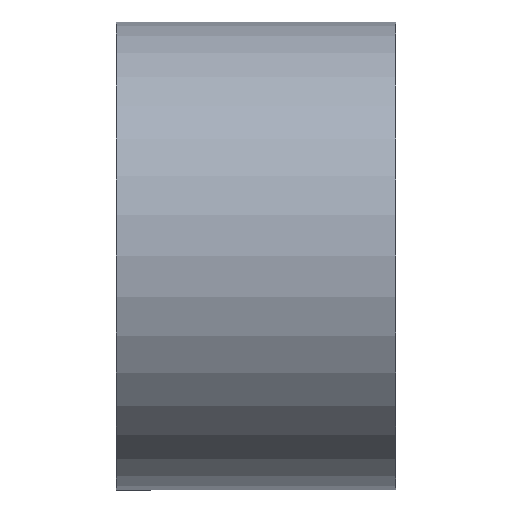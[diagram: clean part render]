
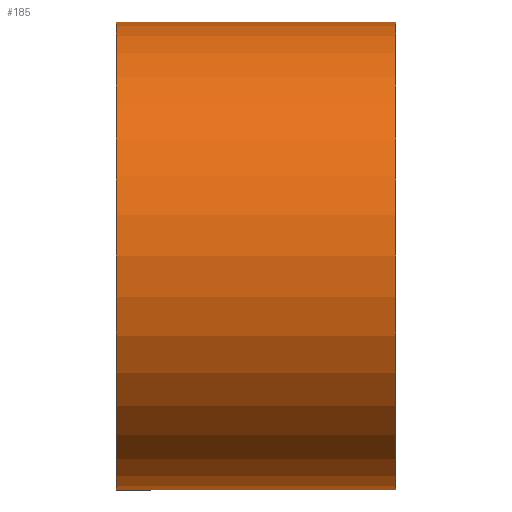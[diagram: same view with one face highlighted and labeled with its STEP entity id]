
A CAD part, front view. The second image highlights one B-rep face of the part: STEP entity #185.
In plain terms, the highlighted cylindrical face has radius 3.15 mm (diameter 6.3 mm), a partial arc.
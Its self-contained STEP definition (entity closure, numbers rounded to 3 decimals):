
#7 = VERTEX_POINT ( 'NONE', #131 ) ;
#13 = CIRCLE ( 'NONE', #128, 3.15 ) ;
#15 = CARTESIAN_POINT ( 'NONE',  ( 22.132, 9.895, 0. ) ) ;
#18 = CARTESIAN_POINT ( 'NONE',  ( 21.225, 13.045, 3.15 ) ) ;
#19 = DIRECTION ( 'NONE',  ( -1., 0., 0. ) ) ;
#21 = AXIS2_PLACEMENT_3D ( 'NONE', #68, #142, #182 ) ;
#32 = AXIS2_PLACEMENT_3D ( 'NONE', #135, #95, #213 ) ;
#42 = VECTOR ( 'NONE', #61, 1000. ) ;
#48 = CARTESIAN_POINT ( 'NONE',  ( 21.225, 13.045, 0. ) ) ;
#50 = ORIENTED_EDGE ( 'NONE', *, *, #93, .T. ) ;
#51 = DIRECTION ( 'NONE',  ( -1., 0., 0. ) ) ;
#61 = DIRECTION ( 'NONE',  ( -1., 0., 0. ) ) ;
#63 = CARTESIAN_POINT ( 'NONE',  ( 25.891, 13.045, 3.15 ) ) ;
#68 = CARTESIAN_POINT ( 'NONE',  ( 25.891, 13.045, 0. ) ) ;
#69 = VERTEX_POINT ( 'NONE', #108 ) ;
#74 = EDGE_CURVE ( 'NONE', #229, #99, #105, .T. ) ;
#76 = ORIENTED_EDGE ( 'NONE', *, *, #157, .F. ) ;
#77 = CARTESIAN_POINT ( 'NONE',  ( 25.891, 13.045, 0. ) ) ;
#80 = CARTESIAN_POINT ( 'NONE',  ( 21.225, 13.045, -3.15 ) ) ;
#87 = AXIS2_PLACEMENT_3D ( 'NONE', #230, #51, #161 ) ;
#91 = EDGE_CURVE ( 'NONE', #99, #148, #13, .T. ) ;
#93 = EDGE_CURVE ( 'NONE', #148, #69, #210, .T. ) ;
#95 = DIRECTION ( 'NONE',  ( -1., 0., 0. ) ) ;
#97 = DIRECTION ( 'NONE',  ( 0., 0., 1. ) ) ;
#99 = VERTEX_POINT ( 'NONE', #173 ) ;
#102 = CARTESIAN_POINT ( 'NONE',  ( 25.891, 13.045, -3.15 ) ) ;
#105 = CIRCLE ( 'NONE', #21, 3.15 ) ;
#107 = ORIENTED_EDGE ( 'NONE', *, *, #109, .F. ) ;
#108 = CARTESIAN_POINT ( 'NONE',  ( 22.132, 13.045, 3.15 ) ) ;
#109 = EDGE_CURVE ( 'NONE', #229, #7, #159, .T. ) ;
#117 = DIRECTION ( 'NONE',  ( -1., 0., 0. ) ) ;
#128 = AXIS2_PLACEMENT_3D ( 'NONE', #77, #117, #192 ) ;
#129 = CYLINDRICAL_SURFACE ( 'NONE', #227, 3.15 ) ;
#130 = ORIENTED_EDGE ( 'NONE', *, *, #91, .T. ) ;
#131 = CARTESIAN_POINT ( 'NONE',  ( 22.132, 13.045, -3.15 ) ) ;
#132 = EDGE_CURVE ( 'NONE', #7, #160, #165, .T. ) ;
#133 = ORIENTED_EDGE ( 'NONE', *, *, #74, .T. ) ;
#135 = CARTESIAN_POINT ( 'NONE',  ( 22.132, 13.045, 0. ) ) ;
#142 = DIRECTION ( 'NONE',  ( -1., 0., 0. ) ) ;
#144 = ORIENTED_EDGE ( 'NONE', *, *, #132, .F. ) ;
#148 = VERTEX_POINT ( 'NONE', #63 ) ;
#152 = DIRECTION ( 'NONE',  ( -1., 0., 0. ) ) ;
#157 = EDGE_CURVE ( 'NONE', #160, #69, #180, .T. ) ;
#159 = LINE ( 'NONE', #80, #42 ) ;
#160 = VERTEX_POINT ( 'NONE', #15 ) ;
#161 = DIRECTION ( 'NONE',  ( 0., 0., 1. ) ) ;
#165 = CIRCLE ( 'NONE', #32, 3.15 ) ;
#173 = CARTESIAN_POINT ( 'NONE',  ( 25.891, 9.895, 0. ) ) ;
#180 = CIRCLE ( 'NONE', #87, 3.15 ) ;
#182 = DIRECTION ( 'NONE',  ( 0., 0., 1. ) ) ;
#185 = ADVANCED_FACE ( 'NONE', ( #219 ), #129, .T. ) ;
#192 = DIRECTION ( 'NONE',  ( 0., 0., 1. ) ) ;
#197 = VECTOR ( 'NONE', #152, 1000. ) ;
#210 = LINE ( 'NONE', #18, #197 ) ;
#213 = DIRECTION ( 'NONE',  ( 0., 0., 1. ) ) ;
#219 = FACE_OUTER_BOUND ( 'NONE', #220, .T. ) ;
#220 = EDGE_LOOP ( 'NONE', ( #107, #133, #130, #50, #76, #144 ) ) ;
#227 = AXIS2_PLACEMENT_3D ( 'NONE', #48, #19, #97 ) ;
#229 = VERTEX_POINT ( 'NONE', #102 ) ;
#230 = CARTESIAN_POINT ( 'NONE',  ( 22.132, 13.045, 0. ) ) ;
